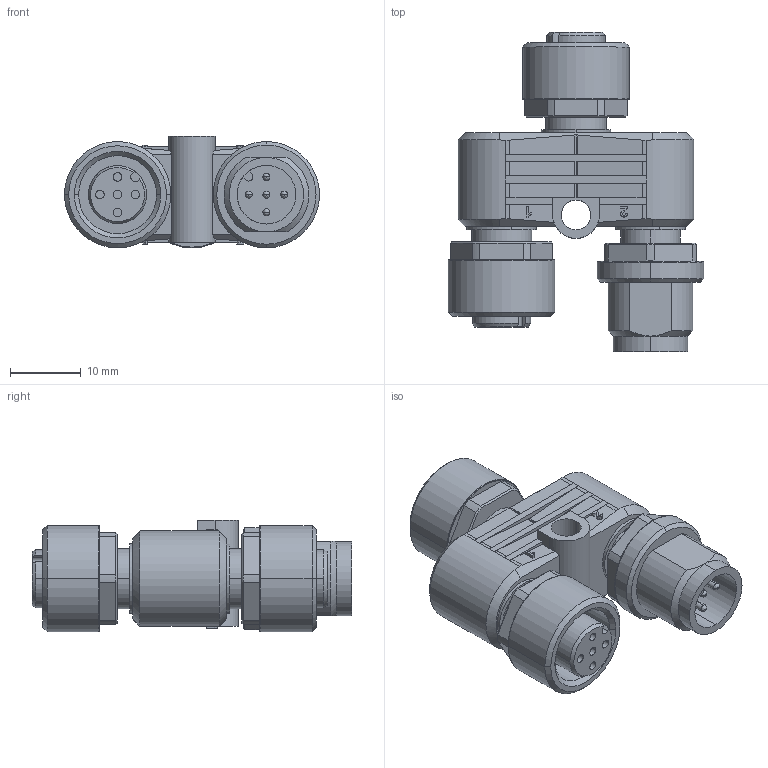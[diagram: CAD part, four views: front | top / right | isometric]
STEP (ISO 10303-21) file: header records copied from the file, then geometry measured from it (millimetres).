
FILE_DESCRIPTION((''),'2;1');
FILE_NAME('CAD-7268','2021-06-10T08:46:44',('creinig-se'),(''),'CREO PARAMETRIC BY PTC INC, 2019292','CREO PARAMETRIC BY PTC INC, 2019292','');
FILE_SCHEMA(('CONFIG_CONTROL_DESIGN','SHAPE_APPEARANCE_LAYERS_GROUPS'));
Length unit declared in the file: millimetre
Products named in the file (1): CAD-7268
Bounding box: 36 x 45.1 x 15.75 mm (x, y, z)
Volume: 9962.1 mm3; surface area: 6128.4 mm2
Topology: 1 solids, 1 shells, 373 faces, 1039 edges, 705 vertices
Faces by surface type: plane 159, cylinder 122, cone 36, extrusion 34, torus 12, bspline 10
Entity records: 18266 total; most frequent: CARTESIAN_POINT 3166, ORIENTED_EDGE 2078, DIRECTION 1934, PRESENTATION_STYLE_ASSIGNMENT 1232, STYLED_ITEM 1045, CURVE_STYLE 1039, EDGE_CURVE 1039, AXIS2_PLACEMENT_3D 708
